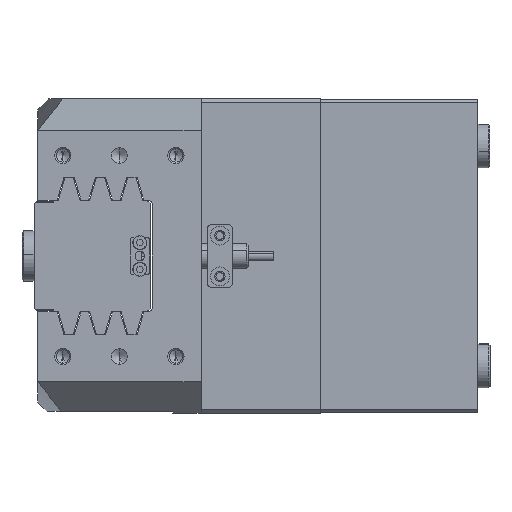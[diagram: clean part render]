
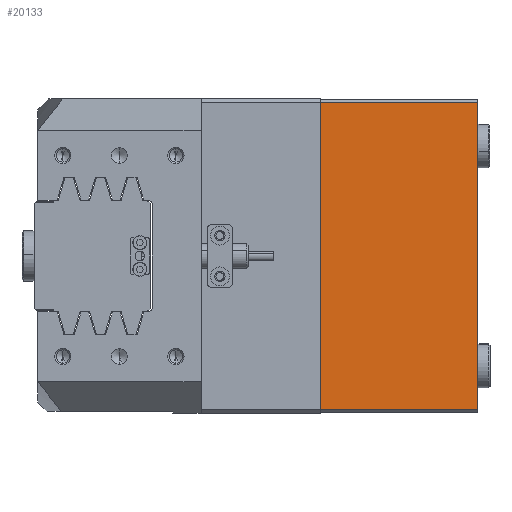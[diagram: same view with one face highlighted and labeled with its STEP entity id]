
A CAD part, left-side view. The second image highlights one B-rep face of the part: STEP entity #20133.
In plain terms, the highlighted planar face has unit normal (-1, 0, 0).
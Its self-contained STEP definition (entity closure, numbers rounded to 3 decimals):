
#1438 = ORIENTED_EDGE ( 'NONE', *, *, #3156, .T. ) ;
#1750 = DIRECTION ( 'NONE',  ( 0., 1., 0. ) ) ;
#3156 = EDGE_CURVE ( 'NONE', #32820, #22435, #25228, .T. ) ;
#4542 = CARTESIAN_POINT ( 'NONE',  ( -78., 49.9, 0. ) ) ;
#6992 = ORIENTED_EDGE ( 'NONE', *, *, #20650, .F. ) ;
#7463 = CARTESIAN_POINT ( 'NONE',  ( -78., 48.9, -50. ) ) ;
#8031 = DIRECTION ( 'NONE',  ( 1., 0., 0. ) ) ;
#11112 = VERTEX_POINT ( 'NONE', #29176 ) ;
#12570 = CARTESIAN_POINT ( 'NONE',  ( -78., -48.9, 0. ) ) ;
#12829 = EDGE_LOOP ( 'NONE', ( #34618, #22301, #6992, #1438 ) ) ;
#12885 = LINE ( 'NONE', #7463, #21517 ) ;
#13783 = VECTOR ( 'NONE', #37161, 1000. ) ;
#16566 = VECTOR ( 'NONE', #36094, 1000. ) ;
#16970 = DIRECTION ( 'NONE',  ( 0., 0., -1. ) ) ;
#16983 = CARTESIAN_POINT ( 'NONE',  ( -78., -48.9, -50. ) ) ;
#17965 = CARTESIAN_POINT ( 'NONE',  ( -78., 49.9, -50. ) ) ;
#20133 = ADVANCED_FACE ( 'NONE', ( #29238 ), #37646, .F. ) ;
#20650 = EDGE_CURVE ( 'NONE', #32820, #35266, #26645, .T. ) ;
#21517 = VECTOR ( 'NONE', #16970, 1000. ) ;
#22140 = CARTESIAN_POINT ( 'NONE',  ( -78., 48.9, -50. ) ) ;
#22301 = ORIENTED_EDGE ( 'NONE', *, *, #26262, .T. ) ;
#22435 = VERTEX_POINT ( 'NONE', #12570 ) ;
#25074 = AXIS2_PLACEMENT_3D ( 'NONE', #17965, #8031, #1750 ) ;
#25228 = LINE ( 'NONE', #25984, #16566 ) ;
#25984 = CARTESIAN_POINT ( 'NONE',  ( -78., -48.9, -50. ) ) ;
#26262 = EDGE_CURVE ( 'NONE', #11112, #35266, #12885, .T. ) ;
#26645 = LINE ( 'NONE', #32594, #37379 ) ;
#27022 = LINE ( 'NONE', #4542, #13783 ) ;
#29176 = CARTESIAN_POINT ( 'NONE',  ( -78., 48.9, 0. ) ) ;
#29238 = FACE_OUTER_BOUND ( 'NONE', #12829, .T. ) ;
#32594 = CARTESIAN_POINT ( 'NONE',  ( -78., 49.9, -50. ) ) ;
#32820 = VERTEX_POINT ( 'NONE', #16983 ) ;
#34618 = ORIENTED_EDGE ( 'NONE', *, *, #34845, .T. ) ;
#34845 = EDGE_CURVE ( 'NONE', #22435, #11112, #27022, .T. ) ;
#35266 = VERTEX_POINT ( 'NONE', #22140 ) ;
#35992 = DIRECTION ( 'NONE',  ( 0., 1., 0. ) ) ;
#36094 = DIRECTION ( 'NONE',  ( 0., 0., 1. ) ) ;
#37161 = DIRECTION ( 'NONE',  ( 0., 1., 0. ) ) ;
#37379 = VECTOR ( 'NONE', #35992, 1000. ) ;
#37646 = PLANE ( 'NONE',  #25074 ) ;
